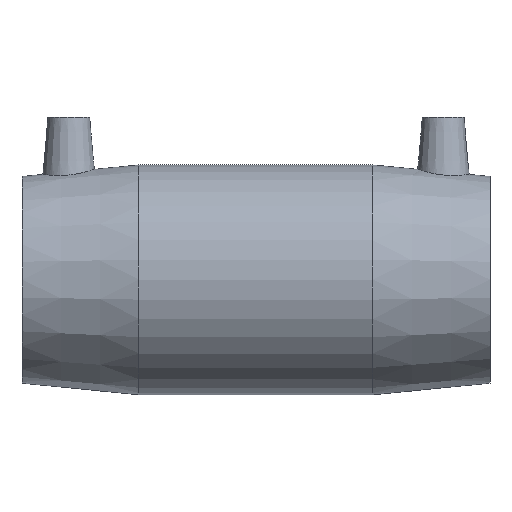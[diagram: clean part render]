
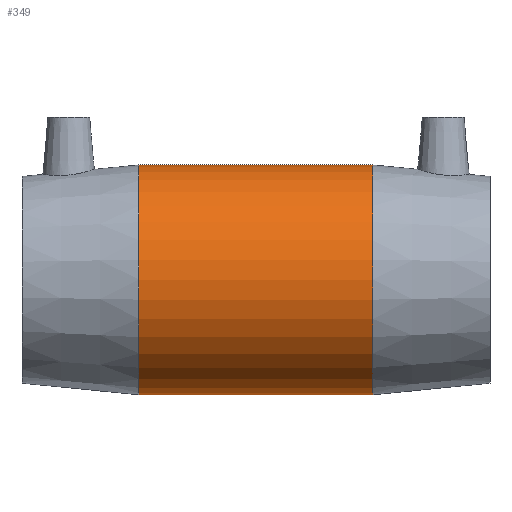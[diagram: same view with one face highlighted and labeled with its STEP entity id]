
A CAD part, top view. The second image highlights one B-rep face of the part: STEP entity #349.
In plain terms, the highlighted cylindrical face has radius 41 mm (diameter 82 mm), a full revolution.
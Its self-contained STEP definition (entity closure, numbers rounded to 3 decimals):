
#47=FACE_BOUND('',#155,.T.);
#48=FACE_BOUND('',#156,.T.);
#79=CIRCLE('',#395,41.);
#80=CIRCLE('',#396,41.);
#110=FACE_OUTER_BOUND('',#154,.T.);
#154=EDGE_LOOP('',(#286));
#155=EDGE_LOOP('',(#287));
#156=EDGE_LOOP('',(#288));
#191=B_SPLINE_CURVE_WITH_KNOTS('',3,(#621,#622,#623,#624,#625,#626,#627,
#628,#629,#630,#631,#632,#633,#634,#635,#636,#637,#638,#639,#640,#641,#642,
#643,#644,#645,#646,#647,#648,#649,#650,#651,#652,#653,#654,#655,#656,#657,
#658,#659,#660,#661,#662,#663,#664,#665,#666,#667,#668,#669,#670,#671,#672,
#673,#674,#675,#676,#677,#678,#679,#680,#681,#682,#683,#684,#685,#686),
 .UNSPECIFIED.,.T.,.F.,(4,2,2,2,2,2,2,2,2,2,2,2,2,2,2,2,2,2,2,2,2,2,2,2,
2,2,2,2,2,2,2,2,4),(0.,0.638,1.277,1.915,
2.553,3.176,3.799,4.422,5.045,
5.668,6.29,6.913,7.536,8.175,
8.813,9.451,10.09,10.728,11.366,
12.005,12.643,13.266,13.889,14.511,
15.134,15.757,16.38,17.003,17.626,
18.264,18.902,19.541,20.179),
 .UNSPECIFIED.);
#197=VERTEX_POINT('',#620);
#210=VERTEX_POINT('',#791);
#211=VERTEX_POINT('',#793);
#229=EDGE_CURVE('',#197,#197,#191,.T.);
#242=EDGE_CURVE('',#210,#210,#79,.T.);
#243=EDGE_CURVE('',#211,#211,#80,.T.);
#286=ORIENTED_EDGE('',*,*,#242,.F.);
#287=ORIENTED_EDGE('',*,*,#229,.T.);
#288=ORIENTED_EDGE('',*,*,#243,.T.);
#328=CYLINDRICAL_SURFACE('',#394,41.);
#349=ADVANCED_FACE('',(#110,#47,#48),#328,.T.);
#394=AXIS2_PLACEMENT_3D('',#790,#482,#483);
#395=AXIS2_PLACEMENT_3D('',#792,#484,#485);
#396=AXIS2_PLACEMENT_3D('',#794,#486,#487);
#482=DIRECTION('center_axis',(1.,0.,0.));
#483=DIRECTION('ref_axis',(0.,1.,0.));
#484=DIRECTION('center_axis',(1.,0.,0.));
#485=DIRECTION('ref_axis',(0.,0.,-1.));
#486=DIRECTION('center_axis',(1.,0.,0.));
#487=DIRECTION('ref_axis',(0.,0.,-1.));
#620=CARTESIAN_POINT('',(0.,-31.5,-26.244));
#621=CARTESIAN_POINT('Ctrl Pts',(0.,-31.5,-26.244));
#622=CARTESIAN_POINT('Ctrl Pts',(2.128,-31.5,-26.244));
#623=CARTESIAN_POINT('Ctrl Pts',(4.255,-31.283,-26.511));
#624=CARTESIAN_POINT('Ctrl Pts',(8.391,-30.435,-27.479));
#625=CARTESIAN_POINT('Ctrl Pts',(10.401,-29.805,-28.177));
#626=CARTESIAN_POINT('Ctrl Pts',(14.215,-28.186,-29.797));
#627=CARTESIAN_POINT('Ctrl Pts',(16.024,-27.195,-30.718));
#628=CARTESIAN_POINT('Ctrl Pts',(19.369,-24.924,-32.588));
#629=CARTESIAN_POINT('Ctrl Pts',(20.906,-23.642,-33.537));
#630=CARTESIAN_POINT('Ctrl Pts',(23.609,-20.939,-35.286));
#631=CARTESIAN_POINT('Ctrl Pts',(24.883,-19.421,-36.156));
#632=CARTESIAN_POINT('Ctrl Pts',(27.163,-16.078,-37.761));
#633=CARTESIAN_POINT('Ctrl Pts',(28.169,-14.252,-38.496));
#634=CARTESIAN_POINT('Ctrl Pts',(29.81,-10.392,-39.713));
#635=CARTESIAN_POINT('Ctrl Pts',(30.446,-8.352,-40.195));
#636=CARTESIAN_POINT('Ctrl Pts',(31.291,-4.195,-40.839));
#637=CARTESIAN_POINT('Ctrl Pts',(31.5,-2.076,-41.));
#638=CARTESIAN_POINT('Ctrl Pts',(31.5,2.076,-41.));
#639=CARTESIAN_POINT('Ctrl Pts',(31.291,4.195,-40.839));
#640=CARTESIAN_POINT('Ctrl Pts',(30.446,8.352,-40.195));
#641=CARTESIAN_POINT('Ctrl Pts',(29.81,10.392,-39.713));
#642=CARTESIAN_POINT('Ctrl Pts',(28.169,14.252,-38.496));
#643=CARTESIAN_POINT('Ctrl Pts',(27.163,16.078,-37.761));
#644=CARTESIAN_POINT('Ctrl Pts',(24.883,19.421,-36.156));
#645=CARTESIAN_POINT('Ctrl Pts',(23.609,20.939,-35.286));
#646=CARTESIAN_POINT('Ctrl Pts',(20.906,23.642,-33.537));
#647=CARTESIAN_POINT('Ctrl Pts',(19.369,24.924,-32.588));
#648=CARTESIAN_POINT('Ctrl Pts',(16.024,27.195,-30.718));
#649=CARTESIAN_POINT('Ctrl Pts',(14.215,28.186,-29.797));
#650=CARTESIAN_POINT('Ctrl Pts',(10.401,29.805,-28.177));
#651=CARTESIAN_POINT('Ctrl Pts',(8.391,30.435,-27.479));
#652=CARTESIAN_POINT('Ctrl Pts',(4.255,31.283,-26.511));
#653=CARTESIAN_POINT('Ctrl Pts',(2.128,31.5,-26.244));
#654=CARTESIAN_POINT('Ctrl Pts',(-2.128,31.5,-26.244));
#655=CARTESIAN_POINT('Ctrl Pts',(-4.255,31.283,-26.511));
#656=CARTESIAN_POINT('Ctrl Pts',(-8.391,30.435,-27.479));
#657=CARTESIAN_POINT('Ctrl Pts',(-10.401,29.805,-28.177));
#658=CARTESIAN_POINT('Ctrl Pts',(-14.215,28.186,-29.797));
#659=CARTESIAN_POINT('Ctrl Pts',(-16.024,27.195,-30.718));
#660=CARTESIAN_POINT('Ctrl Pts',(-19.369,24.924,-32.588));
#661=CARTESIAN_POINT('Ctrl Pts',(-20.906,23.642,-33.537));
#662=CARTESIAN_POINT('Ctrl Pts',(-23.609,20.939,-35.286));
#663=CARTESIAN_POINT('Ctrl Pts',(-24.883,19.421,-36.156));
#664=CARTESIAN_POINT('Ctrl Pts',(-27.163,16.078,-37.761));
#665=CARTESIAN_POINT('Ctrl Pts',(-28.169,14.252,-38.496));
#666=CARTESIAN_POINT('Ctrl Pts',(-29.81,10.392,-39.713));
#667=CARTESIAN_POINT('Ctrl Pts',(-30.446,8.352,-40.195));
#668=CARTESIAN_POINT('Ctrl Pts',(-31.291,4.195,-40.839));
#669=CARTESIAN_POINT('Ctrl Pts',(-31.5,2.076,-41.));
#670=CARTESIAN_POINT('Ctrl Pts',(-31.5,-2.076,-41.));
#671=CARTESIAN_POINT('Ctrl Pts',(-31.291,-4.195,-40.839));
#672=CARTESIAN_POINT('Ctrl Pts',(-30.446,-8.352,-40.195));
#673=CARTESIAN_POINT('Ctrl Pts',(-29.81,-10.392,-39.713));
#674=CARTESIAN_POINT('Ctrl Pts',(-28.169,-14.252,-38.496));
#675=CARTESIAN_POINT('Ctrl Pts',(-27.163,-16.078,-37.761));
#676=CARTESIAN_POINT('Ctrl Pts',(-24.883,-19.421,-36.156));
#677=CARTESIAN_POINT('Ctrl Pts',(-23.609,-20.939,-35.286));
#678=CARTESIAN_POINT('Ctrl Pts',(-20.906,-23.642,-33.537));
#679=CARTESIAN_POINT('Ctrl Pts',(-19.369,-24.924,-32.588));
#680=CARTESIAN_POINT('Ctrl Pts',(-16.024,-27.195,-30.718));
#681=CARTESIAN_POINT('Ctrl Pts',(-14.215,-28.186,-29.797));
#682=CARTESIAN_POINT('Ctrl Pts',(-10.401,-29.805,-28.177));
#683=CARTESIAN_POINT('Ctrl Pts',(-8.391,-30.435,-27.479));
#684=CARTESIAN_POINT('Ctrl Pts',(-4.255,-31.283,-26.511));
#685=CARTESIAN_POINT('Ctrl Pts',(-2.128,-31.5,-26.244));
#686=CARTESIAN_POINT('Ctrl Pts',(0.,-31.5,-26.244));
#790=CARTESIAN_POINT('Origin',(0.,0.,0.));
#791=CARTESIAN_POINT('',(41.75,41.,0.));
#792=CARTESIAN_POINT('Origin',(41.75,0.,0.));
#793=CARTESIAN_POINT('',(-41.75,41.,0.));
#794=CARTESIAN_POINT('Origin',(-41.75,0.,0.));
